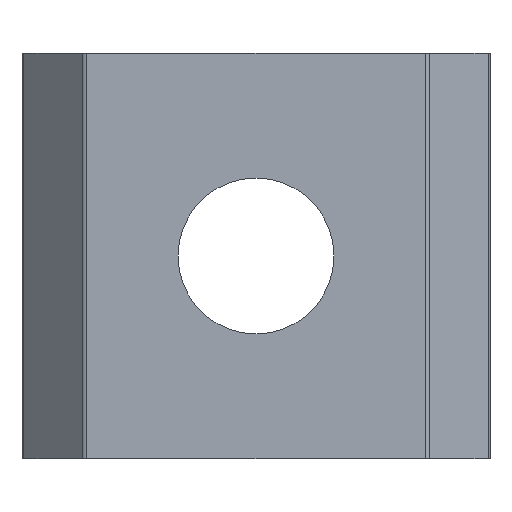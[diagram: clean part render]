
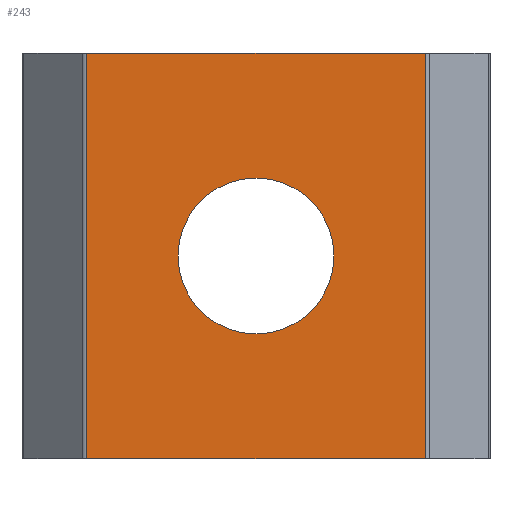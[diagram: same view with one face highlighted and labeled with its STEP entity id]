
A CAD part, front view. The second image highlights one B-rep face of the part: STEP entity #243.
In plain terms, the highlighted planar face has unit normal (0, -1, 0).
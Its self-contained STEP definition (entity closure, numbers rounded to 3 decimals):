
#15 = DIRECTION ( 'NONE',  ( 1., 0., 0. ) ) ;
#18 = DIRECTION ( 'NONE',  ( 0., 1., 0. ) ) ;
#26 = LINE ( 'NONE', #544, #677 ) ;
#32 = EDGE_CURVE ( 'NONE', #723, #426, #97, .T. ) ;
#37 = CIRCLE ( 'NONE', #451, 2.5 ) ;
#53 = CARTESIAN_POINT ( 'NONE',  ( 5.417, -8., 13. ) ) ;
#97 = CIRCLE ( 'NONE', #126, 2.5 ) ;
#106 = DIRECTION ( 'NONE',  ( 0., 0., 1. ) ) ;
#110 = ORIENTED_EDGE ( 'NONE', *, *, #335, .T. ) ;
#126 = AXIS2_PLACEMENT_3D ( 'NONE', #543, #167, #614 ) ;
#161 = VERTEX_POINT ( 'NONE', #208 ) ;
#166 = FACE_BOUND ( 'NONE', #696, .T. ) ;
#167 = DIRECTION ( 'NONE',  ( 0., 1., 0. ) ) ;
#180 = LINE ( 'NONE', #712, #501 ) ;
#184 = CARTESIAN_POINT ( 'NONE',  ( 0., -8., 6.5 ) ) ;
#205 = EDGE_CURVE ( 'NONE', #567, #743, #484, .T. ) ;
#208 = CARTESIAN_POINT ( 'NONE',  ( -5.417, -8., 0. ) ) ;
#235 = ORIENTED_EDGE ( 'NONE', *, *, #205, .F. ) ;
#243 = ADVANCED_FACE ( 'NONE', ( #166, #558 ), #284, .F. ) ;
#253 = DIRECTION ( 'NONE',  ( 0., 0., 1. ) ) ;
#267 = AXIS2_PLACEMENT_3D ( 'NONE', #733, #18, #474 ) ;
#284 = PLANE ( 'NONE',  #267 ) ;
#318 = VECTOR ( 'NONE', #15, 1000. ) ;
#335 = EDGE_CURVE ( 'NONE', #567, #161, #180, .T. ) ;
#399 = EDGE_LOOP ( 'NONE', ( #235, #110, #570, #806 ) ) ;
#419 = VERTEX_POINT ( 'NONE', #586 ) ;
#426 = VERTEX_POINT ( 'NONE', #789 ) ;
#451 = AXIS2_PLACEMENT_3D ( 'NONE', #184, #635, #253 ) ;
#466 = EDGE_CURVE ( 'NONE', #161, #419, #731, .T. ) ;
#474 = DIRECTION ( 'NONE',  ( -1., 0., 0. ) ) ;
#477 = ORIENTED_EDGE ( 'NONE', *, *, #726, .T. ) ;
#484 = LINE ( 'NONE', #796, #318 ) ;
#501 = VECTOR ( 'NONE', #848, 1000. ) ;
#543 = CARTESIAN_POINT ( 'NONE',  ( 0., -8., 6.5 ) ) ;
#544 = CARTESIAN_POINT ( 'NONE',  ( 5.417, -8., 13. ) ) ;
#552 = VECTOR ( 'NONE', #798, 1000. ) ;
#558 = FACE_OUTER_BOUND ( 'NONE', #399, .T. ) ;
#563 = CARTESIAN_POINT ( 'NONE',  ( 0., -8., 9. ) ) ;
#567 = VERTEX_POINT ( 'NONE', #737 ) ;
#570 = ORIENTED_EDGE ( 'NONE', *, *, #466, .T. ) ;
#586 = CARTESIAN_POINT ( 'NONE',  ( 5.417, -8., 0. ) ) ;
#614 = DIRECTION ( 'NONE',  ( 0., 0., 1. ) ) ;
#635 = DIRECTION ( 'NONE',  ( 0., 1., 0. ) ) ;
#636 = ORIENTED_EDGE ( 'NONE', *, *, #32, .T. ) ;
#642 = EDGE_CURVE ( 'NONE', #419, #743, #26, .T. ) ;
#665 = CARTESIAN_POINT ( 'NONE',  ( -5.5, -8., 0. ) ) ;
#677 = VECTOR ( 'NONE', #106, 1000. ) ;
#696 = EDGE_LOOP ( 'NONE', ( #636, #477 ) ) ;
#712 = CARTESIAN_POINT ( 'NONE',  ( -5.417, -8., 13. ) ) ;
#723 = VERTEX_POINT ( 'NONE', #563 ) ;
#726 = EDGE_CURVE ( 'NONE', #426, #723, #37, .T. ) ;
#731 = LINE ( 'NONE', #665, #552 ) ;
#733 = CARTESIAN_POINT ( 'NONE',  ( -5.5, -8., 13. ) ) ;
#737 = CARTESIAN_POINT ( 'NONE',  ( -5.417, -8., 13. ) ) ;
#743 = VERTEX_POINT ( 'NONE', #53 ) ;
#789 = CARTESIAN_POINT ( 'NONE',  ( 0., -8., 4. ) ) ;
#796 = CARTESIAN_POINT ( 'NONE',  ( -5.5, -8., 13. ) ) ;
#798 = DIRECTION ( 'NONE',  ( 1., 0., 0. ) ) ;
#806 = ORIENTED_EDGE ( 'NONE', *, *, #642, .T. ) ;
#848 = DIRECTION ( 'NONE',  ( 0., 0., -1. ) ) ;
